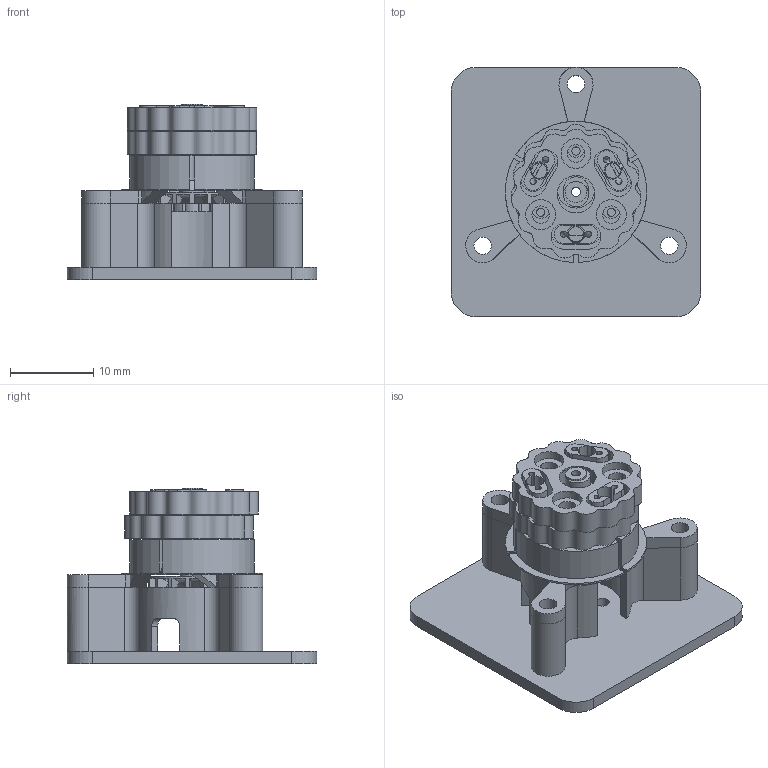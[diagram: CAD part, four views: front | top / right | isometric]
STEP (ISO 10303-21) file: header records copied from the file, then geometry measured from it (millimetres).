
FILE_DESCRIPTION(/* description */ ('STEP AP242','CAx-IF Rec.Pracs.---Representation and Presentation of Product Manufacturing Information (PMI)---4.0---2014-10-13','CAx-IF Rec.Pracs.---3D Tessellated Geometry---0.4---2014-09-14','2;1'),/* implementation_level */ '2;1');
FILE_NAME(/* name */ '66a6d936c5476c571dc28d03',/* time_stamp */ '2024-07-28T23:50:14Z',/* author */ (''),/* organization */ (''),/* preprocessor_version */ 'ST-DEVELOPER v20',/* originating_system */ ' ',/* authorisation */ ' ');
FILE_SCHEMA (('AP242_MANAGED_MODEL_BASED_3D_ENGINEERING_MIM_LF { 1 0 10303 442 1 1 4 }'));
Length unit declared in the file: metre
Products named in the file (6): center shaft bottom; 2nd disk; 1st disk; base gearbox plate; motor mount; center shaft top
Bounding box: 30 x 30 x 21.1 mm (x, y, z)
Volume: 3371.1 mm3; surface area: 6072.1 mm2
Topology: 6 solids, 6 shells, 362 faces, 979 edges, 635 vertices
Faces by surface type: plane 197, cylinder 137, bspline 28
Full cylindrical faces by diameter (mm): 1 x3, 1.1 x2, 1.6 x3, 1.85 x3, 2.1 x12, 3 x3, 3.3 x2, 3.6 x6, 4.5 x3, 6 x2, 10.5 x1
Entity records: 15322 total; most frequent: CARTESIAN_POINT 6184, ORIENTED_EDGE 1850, DIRECTION 1831, EDGE_CURVE 925, AXIS2_PLACEMENT_3D 676, VERTEX_POINT 624, LINE 479, VECTOR 479
